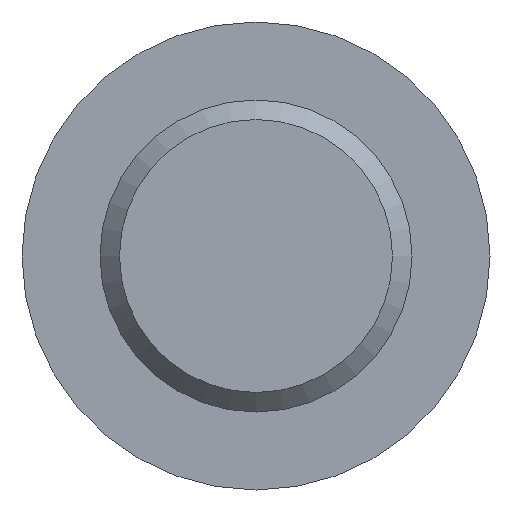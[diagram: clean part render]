
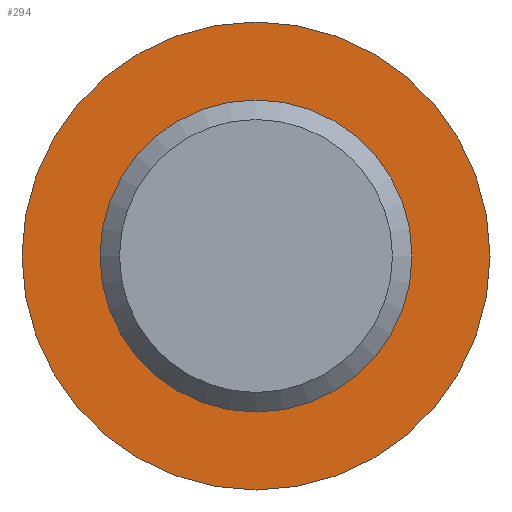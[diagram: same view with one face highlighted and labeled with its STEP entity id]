
A CAD part, front view. The second image highlights one B-rep face of the part: STEP entity #294.
In plain terms, the highlighted planar face has unit normal (0, -1, 0).
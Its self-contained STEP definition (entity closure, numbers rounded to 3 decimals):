
#9 = VERTEX_POINT ( 'NONE', #169 ) ;
#51 = EDGE_CURVE ( 'NONE', #9, #9, #438, .T. ) ;
#83 = CARTESIAN_POINT ( 'NONE',  ( 0., 60., -8. ) ) ;
#86 = CARTESIAN_POINT ( 'NONE',  ( 0., 60., 0. ) ) ;
#93 = AXIS2_PLACEMENT_3D ( 'NONE', #86, #255, #473 ) ;
#99 = CARTESIAN_POINT ( 'NONE',  ( 0., 60., 0. ) ) ;
#142 = DIRECTION ( 'NONE',  ( 0., 0., 1. ) ) ;
#150 = ORIENTED_EDGE ( 'NONE', *, *, #487, .F. ) ;
#169 = CARTESIAN_POINT ( 'NONE',  ( 0., 60., -12. ) ) ;
#175 = AXIS2_PLACEMENT_3D ( 'NONE', #99, #484, #276 ) ;
#255 = DIRECTION ( 'NONE',  ( 0., -1., 0. ) ) ;
#276 = DIRECTION ( 'NONE',  ( 0., 0., -1. ) ) ;
#280 = EDGE_LOOP ( 'NONE', ( #359 ) ) ;
#284 = PLANE ( 'NONE',  #300 ) ;
#294 = ADVANCED_FACE ( 'NONE', ( #315, #495 ), #284, .F. ) ;
#300 = AXIS2_PLACEMENT_3D ( 'NONE', #483, #453, #142 ) ;
#315 = FACE_BOUND ( 'NONE', #472, .T. ) ;
#359 = ORIENTED_EDGE ( 'NONE', *, *, #51, .T. ) ;
#438 = CIRCLE ( 'NONE', #93, 12. ) ;
#453 = DIRECTION ( 'NONE',  ( 0., 1., 0. ) ) ;
#471 = VERTEX_POINT ( 'NONE', #83 ) ;
#472 = EDGE_LOOP ( 'NONE', ( #150 ) ) ;
#473 = DIRECTION ( 'NONE',  ( 0., 0., -1. ) ) ;
#483 = CARTESIAN_POINT ( 'NONE',  ( -8., 60., 0. ) ) ;
#484 = DIRECTION ( 'NONE',  ( 0., -1., 0. ) ) ;
#487 = EDGE_CURVE ( 'NONE', #471, #471, #522, .T. ) ;
#495 = FACE_OUTER_BOUND ( 'NONE', #280, .T. ) ;
#522 = CIRCLE ( 'NONE', #175, 8. ) ;
